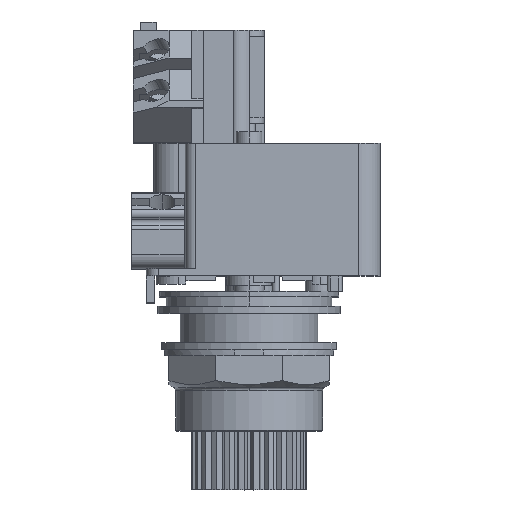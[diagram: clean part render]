
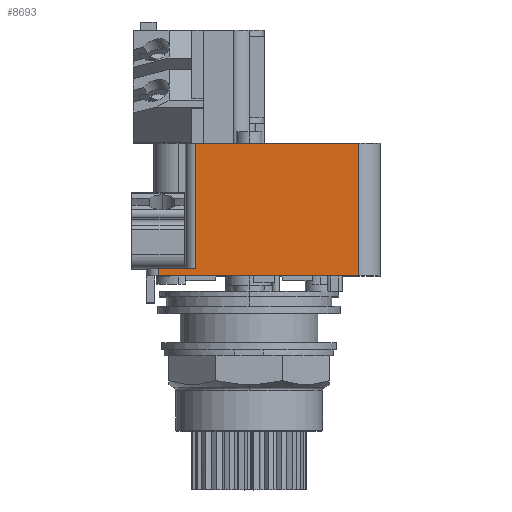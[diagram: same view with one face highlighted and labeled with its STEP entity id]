
A CAD part, top view. The second image highlights one B-rep face of the part: STEP entity #8693.
In plain terms, the highlighted planar face has unit normal (0, 0, 1).
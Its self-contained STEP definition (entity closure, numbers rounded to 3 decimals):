
#974=DIRECTION('',(1.,0.,0.));
#975=VECTOR('',#974,35.433);
#976=CARTESIAN_POINT('',(-11.582,43.36,20.32));
#977=LINE('',#976,#975);
#1188=DIRECTION('',(-1.,0.,0.));
#1189=VECTOR('',#1188,43.663);
#1190=CARTESIAN_POINT('',(23.851,14.506,20.32));
#1191=LINE('',#1190,#1189);
#2639=DIRECTION('',(1.,0.,0.));
#2640=VECTOR('',#2639,8.23);
#2641=CARTESIAN_POINT('',(-19.812,16.03,20.32));
#2642=LINE('',#2641,#2640);
#2678=DIRECTION('',(0.,1.,0.));
#2679=VECTOR('',#2678,27.33);
#2680=CARTESIAN_POINT('',(-11.582,16.03,20.32));
#2681=LINE('',#2680,#2679);
#2690=DIRECTION('',(0.,-1.,0.));
#2691=VECTOR('',#2690,28.854);
#2692=CARTESIAN_POINT('',(23.851,43.36,20.32));
#2693=LINE('',#2692,#2691);
#2718=DIRECTION('',(0.,1.,0.));
#2719=VECTOR('',#2718,1.524);
#2720=CARTESIAN_POINT('',(-19.812,14.506,20.32));
#2721=LINE('',#2720,#2719);
#3596=CARTESIAN_POINT('',(-11.582,43.36,20.32));
#3597=VERTEX_POINT('',#3596);
#3598=CARTESIAN_POINT('',(-11.582,16.03,20.32));
#3599=VERTEX_POINT('',#3598);
#3604=CARTESIAN_POINT('',(23.851,43.36,20.32));
#3605=VERTEX_POINT('',#3604);
#3618=CARTESIAN_POINT('',(-19.812,16.03,20.32));
#3619=VERTEX_POINT('',#3618);
#3748=CARTESIAN_POINT('',(-19.812,14.506,20.32));
#3749=VERTEX_POINT('',#3748);
#3750=CARTESIAN_POINT('',(23.851,14.506,20.32));
#3751=VERTEX_POINT('',#3750);
#8678=CARTESIAN_POINT('',(7.341,16.03,20.32));
#8679=DIRECTION('',(0.,0.,1.));
#8680=DIRECTION('',(1.,0.,0.));
#8681=AXIS2_PLACEMENT_3D('',#8678,#8679,#8680);
#8682=PLANE('',#8681);
#8683=ORIENTED_EDGE('',*,*,#5528,.T.);
#8685=ORIENTED_EDGE('',*,*,#8684,.T.);
#8686=ORIENTED_EDGE('',*,*,#5817,.T.);
#8688=ORIENTED_EDGE('',*,*,#8687,.T.);
#8689=ORIENTED_EDGE('',*,*,#8596,.T.);
#8690=ORIENTED_EDGE('',*,*,#8664,.T.);
#8691=EDGE_LOOP('',(#8683,#8685,#8686,#8688,#8689,#8690));
#8692=FACE_OUTER_BOUND('',#8691,.F.);
#5528=EDGE_CURVE('',#3597,#3605,#977,.T.);
#5817=EDGE_CURVE('',#3751,#3749,#1191,.T.);
#8596=EDGE_CURVE('',#3619,#3599,#2642,.T.);
#8664=EDGE_CURVE('',#3599,#3597,#2681,.T.);
#8684=EDGE_CURVE('',#3605,#3751,#2693,.T.);
#8687=EDGE_CURVE('',#3749,#3619,#2721,.T.);
#8693=ADVANCED_FACE('',(#8692),#8682,.T.);
